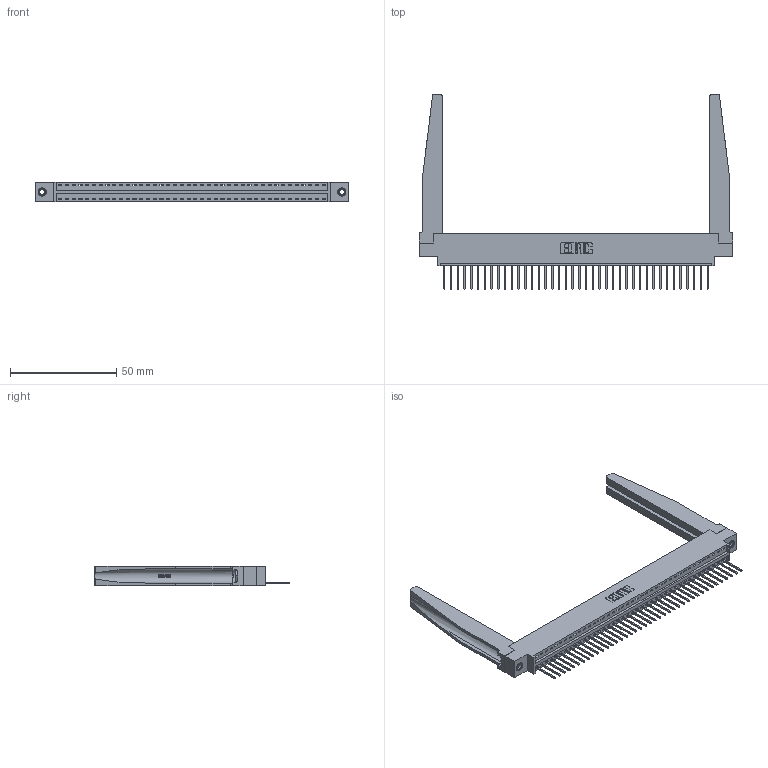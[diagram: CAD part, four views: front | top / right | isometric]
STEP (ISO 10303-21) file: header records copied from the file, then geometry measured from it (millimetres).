
FILE_DESCRIPTION (( 'STEP AP203' ), '1' );
FILE_NAME ('396-040-522-678.STEP', '2019-10-27T20:02:53', ( '' ), ( '' ), 'SwSTEP 2.0', 'SolidWorks 2016', '' );
FILE_SCHEMA (( 'CONFIG_CONTROL_DESIGN' ));
Length unit declared in the file: inch
Products named in the file (5): 396-040-522-678; 346-220-078_345-220-078; 345-292-001_345-293-122; 345-250-001_345-250-001-102; 346 Part_0.170 Offset - 0.156 Dia-TH
Assembly tree (45 placements, depth 2):
  396-040-522-678
    346 Part_0.170 Offset - 0.156 Dia-TH
    345-292-001_345-293-122  x40
    346-220-078_345-220-078  x2
    345-250-001_345-250-001-102  x2
Bounding box: 147.57 x 91.69 x 9.4 mm (x, y, z)
Volume: 20871.6 mm3; surface area: 24277.7 mm2
Topology: 45 solids, 45 shells, 2680 faces, 7989 edges, 5262 vertices
Faces by surface type: plane 1822, cylinder 806, bspline 36, cone 12, torus 4
Entity records: 29992 total; most frequent: CARTESIAN_POINT 6055, ORIENTED_EDGE 4918, DIRECTION 4329, EDGE_CURVE 2459, VECTOR 2073, LINE 2073, VERTEX_POINT 1632, AXIS2_PLACEMENT_3D 1128
